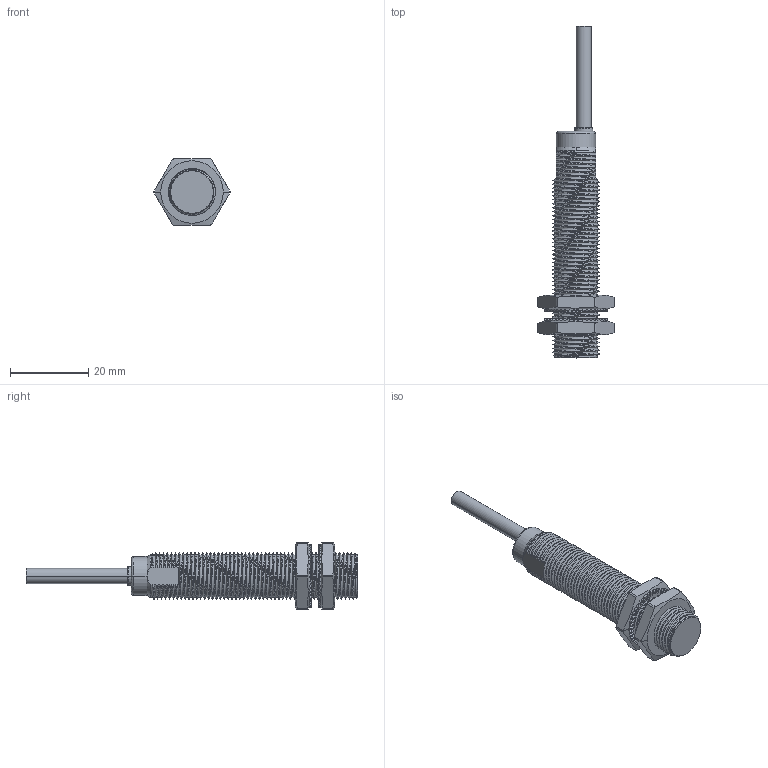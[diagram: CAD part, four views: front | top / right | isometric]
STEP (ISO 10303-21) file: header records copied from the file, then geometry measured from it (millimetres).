
FILE_DESCRIPTION(/* description */ (''),/* implementation_level */ '2;1');
FILE_NAME(/* name */ 'CAD_SI_ZG12-F-PN_V1.0(总长调到58）.stp',/* time_stamp */ '2026-01-04T17:04:42+08:00',/* author */ (''),/* organization */ (''),/* preprocessor_version */ 'ST-DEVELOPER v16',/* originating_system */ 'SIEMENS PLM Software NX 10.0',/* authorisation */ '');
FILE_SCHEMA (('AUTOMOTIVE_DESIGN { 1 0 10303 214 3 1 1 1 }'));
Length unit declared in the file: millimetre
Products named in the file (1): Admi0744F406behc
Bounding box: 19.48 x 85 x 17 mm (x, y, z)
Volume: 7059.7 mm3; surface area: 4880.8 mm2
Topology: 3 solids, 3 shells, 601 faces, 1754 edges, 1161 vertices
Faces by surface type: cylinder 317, plane 204, bspline 61, cone 15, torus 4
Entity records: 34679 total; most frequent: CARTESIAN_POINT 21072, ORIENTED_EDGE 3508, EDGE_CURVE 1754, DIRECTION 1727, B_SPLINE_CURVE_WITH_KNOTS 1163, VERTEX_POINT 1161, EDGE_LOOP 607, ADVANCED_FACE 601
